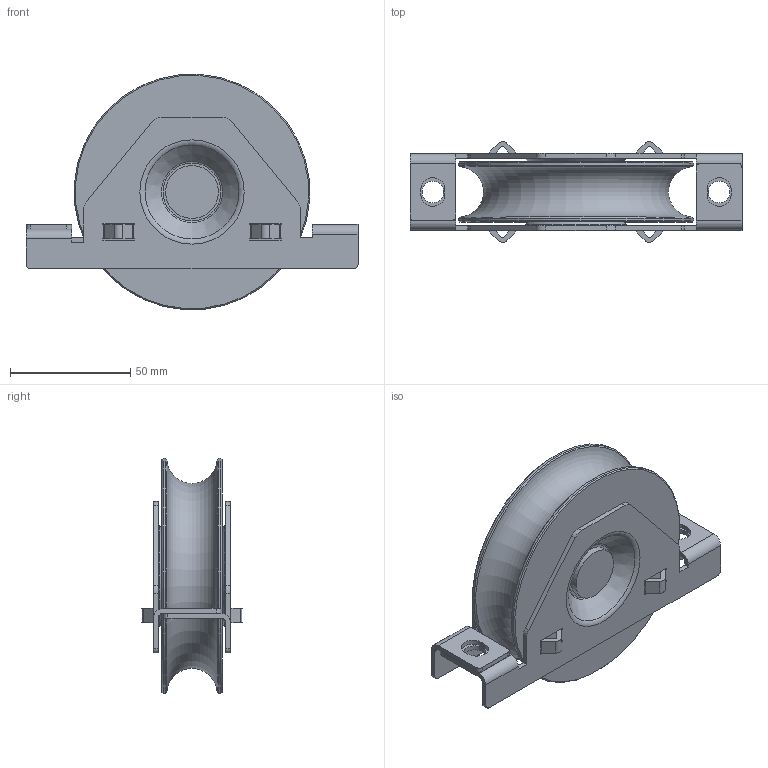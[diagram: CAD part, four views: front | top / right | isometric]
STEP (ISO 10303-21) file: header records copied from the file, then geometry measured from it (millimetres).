
FILE_DESCRIPTION(/* description */ (''),/* implementation_level */ '2;1');
FILE_NAME(/* name */ '22101R21.stp',/* time_stamp */ '2019-08-12T08:47:46+02:00',/* author */ ('DOMINIQUE'),/* organization */ (''),/* preprocessor_version */ 'ST-DEVELOPER v17.2',/* originating_system */ 'Autodesk Inventor 2019',/* authorisation */ '');
FILE_SCHEMA (('AUTOMOTIVE_DESIGN { 1 0 10303 214 3 1 1 }'));
Length unit declared in the file: millimetre
Products named in the file (1): 22101R21
Bounding box: 138 x 41.98 x 97.77 mm (x, y, z)
Volume: 143551 mm3; surface area: 61882.7 mm2
Topology: 7 solids, 7 shells, 226 faces, 665 edges, 452 vertices
Faces by surface type: plane 109, cylinder 75, torus 26, cone 12, sphere 4
Full cylindrical faces by diameter (mm): 9 x2, 13.5 x1, 16.9 x1, 17 x1, 17.2 x2, 22 x1, 23.9 x2, 33.1 x2, 36.5 x1, 40 x2, 40.4 x1, 45 x1, 98 x2
Entity records: 8066 total; most frequent: DIRECTION 1407, CARTESIAN_POINT 1359, ORIENTED_EDGE 1328, EDGE_CURVE 664, AXIS2_PLACEMENT_3D 516, VERTEX_POINT 468, LINE 375, VECTOR 375
